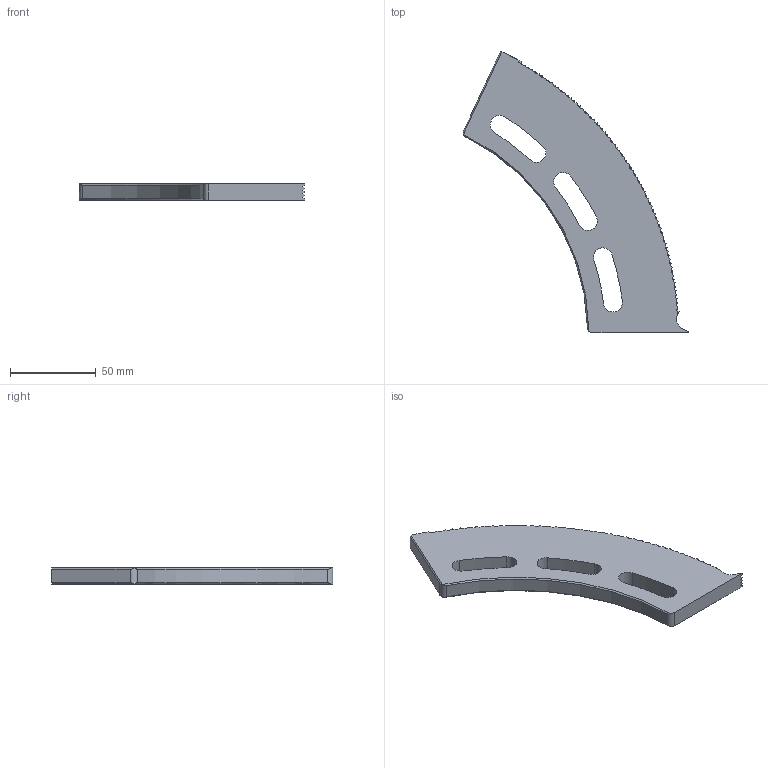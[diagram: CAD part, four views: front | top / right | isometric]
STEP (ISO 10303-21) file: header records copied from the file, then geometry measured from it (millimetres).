
FILE_DESCRIPTION (( 'STEP AP203' ), '1' );
FILE_NAME ('M721019-S.STEP', '2022-04-20T20:41:00', ( '' ), ( '' ), 'SwSTEP 2.0', 'SolidWorks 2020', '' );
FILE_SCHEMA (( 'CONFIG_CONTROL_DESIGN' ));
Length unit declared in the file: inch
Products named in the file (1): M721019-S
Bounding box: 131.26 x 164.04 x 9.51 mm (x, y, z)
Volume: 74101.4 mm3; surface area: 23004.1 mm2
Topology: 1 solids, 1 shells, 125 faces, 369 edges, 246 vertices
Faces by surface type: sphere 81, cylinder 21, plane 11, cone 10, torus 2
Entity records: 5633 total; most frequent: CARTESIAN_POINT 2183, DIRECTION 742, ORIENTED_EDGE 738, EDGE_CURVE 369, AXIS2_PLACEMENT_3D 347, VERTEX_POINT 246, CIRCLE 221, EDGE_LOOP 131
